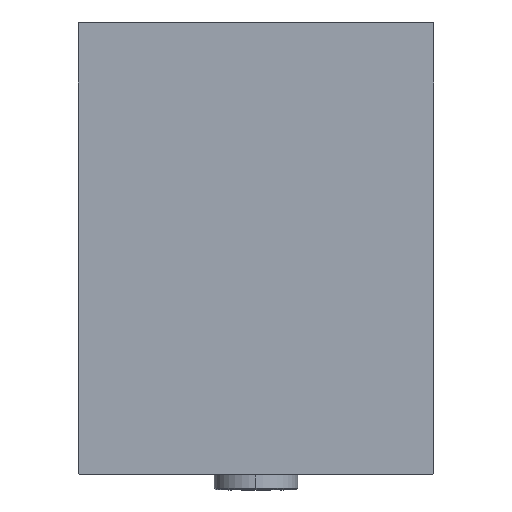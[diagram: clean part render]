
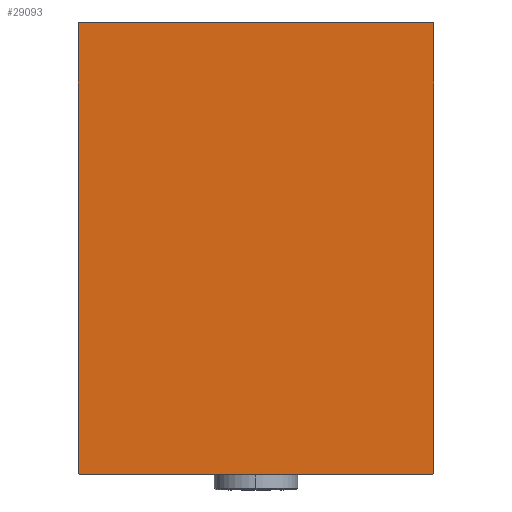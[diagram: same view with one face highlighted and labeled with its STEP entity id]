
A CAD part, left-side view. The second image highlights one B-rep face of the part: STEP entity #29093.
In plain terms, the highlighted face is planar.
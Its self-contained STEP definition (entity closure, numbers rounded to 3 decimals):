
#480 = AXIS2_PLACEMENT_3D ( 'NONE', #7609, #42797, #18331 ) ;
#2000 = CARTESIAN_POINT ( 'NONE',  ( 173., -55., -69.7 ) ) ;
#2191 = CARTESIAN_POINT ( 'NONE',  ( 173., 62.35, 62.35 ) ) ;
#2737 = VECTOR ( 'NONE', #27129, 1000. ) ;
#2880 = ORIENTED_EDGE ( 'NONE', *, *, #9637, .T. ) ;
#2948 = VERTEX_POINT ( 'NONE', #30076 ) ;
#3455 = EDGE_CURVE ( 'NONE', #44285, #29741, #19910, .T. ) ;
#4403 = CARTESIAN_POINT ( 'NONE',  ( 173., -62.35, 62.35 ) ) ;
#5761 = CARTESIAN_POINT ( 'NONE',  ( 173., -55., 70. ) ) ;
#6062 = EDGE_CURVE ( 'NONE', #42505, #42314, #36334, .T. ) ;
#7609 = CARTESIAN_POINT ( 'NONE',  ( 173., 0., 0. ) ) ;
#8063 = VECTOR ( 'NONE', #9273, 1000. ) ;
#9256 = DIRECTION ( 'NONE',  ( 0., 0., -1. ) ) ;
#9273 = DIRECTION ( 'NONE',  ( 0., -1., 0. ) ) ;
#9421 = LINE ( 'NONE', #35262, #15290 ) ;
#9637 = EDGE_CURVE ( 'NONE', #16826, #2948, #28269, .T. ) ;
#10780 = CARTESIAN_POINT ( 'NONE',  ( 173., -62.35, -62.35 ) ) ;
#11619 = CARTESIAN_POINT ( 'NONE',  ( 173., 55., -69.7 ) ) ;
#12776 = LINE ( 'NONE', #44231, #8063 ) ;
#14465 = VECTOR ( 'NONE', #30254, 1000. ) ;
#14970 = VECTOR ( 'NONE', #32612, 1000. ) ;
#15290 = VECTOR ( 'NONE', #38084, 1000. ) ;
#15651 = VERTEX_POINT ( 'NONE', #11619 ) ;
#16288 = LINE ( 'NONE', #16525, #14465 ) ;
#16525 = CARTESIAN_POINT ( 'NONE',  ( 173., -55., -70. ) ) ;
#16826 = VERTEX_POINT ( 'NONE', #2000 ) ;
#17181 = EDGE_CURVE ( 'NONE', #21694, #15651, #30130, .T. ) ;
#18331 = DIRECTION ( 'NONE',  ( 0., 0., -1. ) ) ;
#18600 = EDGE_CURVE ( 'NONE', #2948, #21694, #16288, .T. ) ;
#19910 = LINE ( 'NONE', #2191, #2737 ) ;
#20254 = ORIENTED_EDGE ( 'NONE', *, *, #40910, .T. ) ;
#20316 = ORIENTED_EDGE ( 'NONE', *, *, #18600, .T. ) ;
#21694 = VERTEX_POINT ( 'NONE', #27314 ) ;
#22546 = ORIENTED_EDGE ( 'NONE', *, *, #36926, .T. ) ;
#22743 = CARTESIAN_POINT ( 'NONE',  ( 173., -55., 69.7 ) ) ;
#23624 = CARTESIAN_POINT ( 'NONE',  ( 173., 62.35, -62.35 ) ) ;
#24099 = CARTESIAN_POINT ( 'NONE',  ( 173., 55., 69.7 ) ) ;
#24636 = FACE_OUTER_BOUND ( 'NONE', #40085, .T. ) ;
#25589 = EDGE_CURVE ( 'NONE', #15651, #44285, #9421, .T. ) ;
#25885 = ORIENTED_EDGE ( 'NONE', *, *, #3455, .T. ) ;
#26423 = DIRECTION ( 'NONE',  ( 0., 0.707, 0.707 ) ) ;
#27129 = DIRECTION ( 'NONE',  ( 0., -0.707, 0.707 ) ) ;
#27314 = CARTESIAN_POINT ( 'NONE',  ( 173., 54.7, -70. ) ) ;
#28269 = LINE ( 'NONE', #10780, #43976 ) ;
#28971 = ORIENTED_EDGE ( 'NONE', *, *, #17181, .T. ) ;
#29093 = ADVANCED_FACE ( 'NONE', ( #24636 ), #45385, .T. ) ;
#29741 = VERTEX_POINT ( 'NONE', #43093 ) ;
#30076 = CARTESIAN_POINT ( 'NONE',  ( 173., -54.7, -70. ) ) ;
#30130 = LINE ( 'NONE', #23624, #31528 ) ;
#30240 = VECTOR ( 'NONE', #9256, 1000. ) ;
#30254 = DIRECTION ( 'NONE',  ( 0., 1., 0. ) ) ;
#30706 = ORIENTED_EDGE ( 'NONE', *, *, #6062, .T. ) ;
#31528 = VECTOR ( 'NONE', #26423, 1000. ) ;
#32612 = DIRECTION ( 'NONE',  ( 0., -0.707, -0.707 ) ) ;
#33623 = CARTESIAN_POINT ( 'NONE',  ( 173., -54.7, 70. ) ) ;
#35262 = CARTESIAN_POINT ( 'NONE',  ( 173., 55., -70. ) ) ;
#36132 = ORIENTED_EDGE ( 'NONE', *, *, #25589, .T. ) ;
#36334 = LINE ( 'NONE', #4403, #14970 ) ;
#36926 = EDGE_CURVE ( 'NONE', #42314, #16826, #37695, .T. ) ;
#37695 = LINE ( 'NONE', #5761, #30240 ) ;
#38084 = DIRECTION ( 'NONE',  ( 0., 0., 1. ) ) ;
#40085 = EDGE_LOOP ( 'NONE', ( #20316, #28971, #36132, #25885, #20254, #30706, #22546, #2880 ) ) ;
#40910 = EDGE_CURVE ( 'NONE', #29741, #42505, #12776, .T. ) ;
#42314 = VERTEX_POINT ( 'NONE', #22743 ) ;
#42481 = DIRECTION ( 'NONE',  ( 0., 0.707, -0.707 ) ) ;
#42505 = VERTEX_POINT ( 'NONE', #33623 ) ;
#42797 = DIRECTION ( 'NONE',  ( 1., 0., 0. ) ) ;
#43093 = CARTESIAN_POINT ( 'NONE',  ( 173., 54.7, 70. ) ) ;
#43976 = VECTOR ( 'NONE', #42481, 1000. ) ;
#44231 = CARTESIAN_POINT ( 'NONE',  ( 173., 55., 70. ) ) ;
#44285 = VERTEX_POINT ( 'NONE', #24099 ) ;
#45385 = PLANE ( 'NONE',  #480 ) ;
